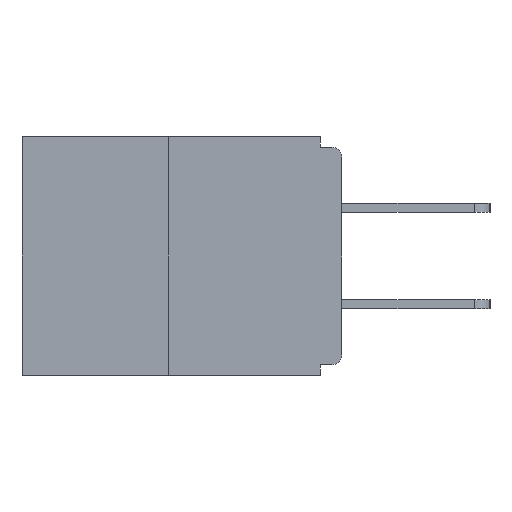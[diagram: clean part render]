
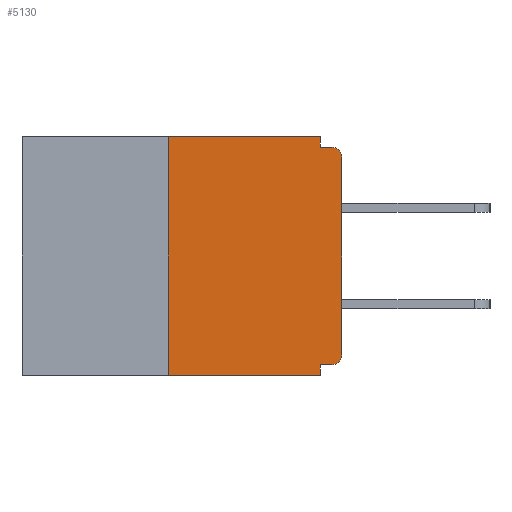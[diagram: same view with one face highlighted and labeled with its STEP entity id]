
A CAD part, left-side view. The second image highlights one B-rep face of the part: STEP entity #5130.
In plain terms, the highlighted planar face has unit normal (-1, 0, 0).
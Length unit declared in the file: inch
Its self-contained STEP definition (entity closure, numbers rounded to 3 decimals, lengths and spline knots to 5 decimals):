
#31 = ORIENTED_EDGE ( 'NONE', *, *, #4922, .F. ) ;
#389 = DIRECTION ( 'NONE',  ( -1., 0., 0. ) ) ;
#565 = VERTEX_POINT ( 'NONE', #4225 ) ;
#611 = AXIS2_PLACEMENT_3D ( 'NONE', #2489, #6128, #8717 ) ;
#667 = DIRECTION ( 'NONE',  ( 1., 0., 0. ) ) ;
#860 = VECTOR ( 'NONE', #10377, 39.37008 ) ;
#1020 = ORIENTED_EDGE ( 'NONE', *, *, #8665, .F. ) ;
#1079 = DIRECTION ( 'NONE',  ( 0., 1., 0. ) ) ;
#1130 = CARTESIAN_POINT ( 'NONE',  ( 0., 0.46, 0. ) ) ;
#1153 = CARTESIAN_POINT ( 'NONE',  ( 0., 0., -0.328 ) ) ;
#1214 = VECTOR ( 'NONE', #6802, 39.37008 ) ;
#1226 = ORIENTED_EDGE ( 'NONE', *, *, #2568, .T. ) ;
#1238 = CARTESIAN_POINT ( 'NONE',  ( 0., 0.031, -0.343 ) ) ;
#1426 = CARTESIAN_POINT ( 'NONE',  ( 0., 0., -0.015 ) ) ;
#1508 = DIRECTION ( 'NONE',  ( 0., -1., 0. ) ) ;
#1579 = VERTEX_POINT ( 'NONE', #5921 ) ;
#1697 = CARTESIAN_POINT ( 'NONE',  ( 0., 0.25, 0. ) ) ;
#1722 = CARTESIAN_POINT ( 'NONE',  ( 0., 0.031, -0.328 ) ) ;
#1727 = CARTESIAN_POINT ( 'NONE',  ( 0., 0., -0.03 ) ) ;
#1920 = EDGE_CURVE ( 'NONE', #10893, #10675, #3228, .T. ) ;
#1996 = ORIENTED_EDGE ( 'NONE', *, *, #6840, .F. ) ;
#2095 = EDGE_LOOP ( 'NONE', ( #8396, #1020, #10248, #1996, #31, #1226, #3761, #9960, #7602, #4871 ) ) ;
#2489 = CARTESIAN_POINT ( 'NONE',  ( 0., 0.015, -0.03 ) ) ;
#2520 = CARTESIAN_POINT ( 'NONE',  ( 0., 0.015, -0.015 ) ) ;
#2568 = EDGE_CURVE ( 'NONE', #1579, #3336, #9318, .T. ) ;
#3117 = CARTESIAN_POINT ( 'NONE',  ( 0., 0., -0.313 ) ) ;
#3228 = LINE ( 'NONE', #4604, #9036 ) ;
#3288 = LINE ( 'NONE', #11040, #5267 ) ;
#3336 = VERTEX_POINT ( 'NONE', #3117 ) ;
#3761 = ORIENTED_EDGE ( 'NONE', *, *, #8199, .T. ) ;
#4079 = CARTESIAN_POINT ( 'NONE',  ( 0., 0.031, 0. ) ) ;
#4225 = CARTESIAN_POINT ( 'NONE',  ( 0., 0.25, 0. ) ) ;
#4487 = LINE ( 'NONE', #1153, #7758 ) ;
#4604 = CARTESIAN_POINT ( 'NONE',  ( 0., 0.46, -0.343 ) ) ;
#4791 = CARTESIAN_POINT ( 'NONE',  ( 0., 0.015, -0.313 ) ) ;
#4871 = ORIENTED_EDGE ( 'NONE', *, *, #9458, .F. ) ;
#4922 = EDGE_CURVE ( 'NONE', #1579, #9261, #4487, .T. ) ;
#5095 = LINE ( 'NONE', #4079, #860 ) ;
#5130 = ADVANCED_FACE ( 'NONE', ( #9750 ), #10614, .F. ) ;
#5153 = CARTESIAN_POINT ( 'NONE',  ( 0., 0.46, 0. ) ) ;
#5252 = LINE ( 'NONE', #1697, #11516 ) ;
#5267 = VECTOR ( 'NONE', #10171, 39.37008 ) ;
#5398 = VECTOR ( 'NONE', #1508, 39.37008 ) ;
#5511 = DIRECTION ( 'NONE',  ( 0., -1., 0. ) ) ;
#5693 = VERTEX_POINT ( 'NONE', #2520 ) ;
#5779 = EDGE_CURVE ( 'NONE', #8070, #5693, #10308, .T. ) ;
#5921 = CARTESIAN_POINT ( 'NONE',  ( 0., 0.015, -0.328 ) ) ;
#6017 = LINE ( 'NONE', #9610, #1214 ) ;
#6128 = DIRECTION ( 'NONE',  ( -1., 0., 0. ) ) ;
#6248 = LINE ( 'NONE', #1426, #5398 ) ;
#6802 = DIRECTION ( 'NONE',  ( 0., 0., -1. ) ) ;
#6840 = EDGE_CURVE ( 'NONE', #9261, #10675, #6017, .T. ) ;
#7185 = DIRECTION ( 'NONE',  ( 0., 0., 1. ) ) ;
#7340 = AXIS2_PLACEMENT_3D ( 'NONE', #5153, #667, #10199 ) ;
#7407 = CARTESIAN_POINT ( 'NONE',  ( 0., 0.031, 0. ) ) ;
#7598 = DIRECTION ( 'NONE',  ( 0., -1., 0. ) ) ;
#7602 = ORIENTED_EDGE ( 'NONE', *, *, #8980, .F. ) ;
#7758 = VECTOR ( 'NONE', #1079, 39.37008 ) ;
#7794 = CARTESIAN_POINT ( 'NONE',  ( 0., 0.25, -0.343 ) ) ;
#7887 = VERTEX_POINT ( 'NONE', #7407 ) ;
#8070 = VERTEX_POINT ( 'NONE', #1727 ) ;
#8199 = EDGE_CURVE ( 'NONE', #3336, #8070, #3288, .T. ) ;
#8396 = ORIENTED_EDGE ( 'NONE', *, *, #9976, .F. ) ;
#8628 = VECTOR ( 'NONE', #7598, 39.37008 ) ;
#8665 = EDGE_CURVE ( 'NONE', #10893, #565, #5252, .T. ) ;
#8717 = DIRECTION ( 'NONE',  ( 0., 0., -1. ) ) ;
#8908 = LINE ( 'NONE', #1130, #8628 ) ;
#8980 = EDGE_CURVE ( 'NONE', #10247, #5693, #6248, .T. ) ;
#9036 = VECTOR ( 'NONE', #5511, 39.37008 ) ;
#9261 = VERTEX_POINT ( 'NONE', #1722 ) ;
#9318 = CIRCLE ( 'NONE', #11485, 0.015 ) ;
#9420 = CARTESIAN_POINT ( 'NONE',  ( 0., 0.031, -0.015 ) ) ;
#9458 = EDGE_CURVE ( 'NONE', #7887, #10247, #5095, .T. ) ;
#9490 = DIRECTION ( 'NONE',  ( 0., 0., -1. ) ) ;
#9610 = CARTESIAN_POINT ( 'NONE',  ( 0., 0.031, -0.343 ) ) ;
#9750 = FACE_OUTER_BOUND ( 'NONE', #2095, .T. ) ;
#9960 = ORIENTED_EDGE ( 'NONE', *, *, #5779, .T. ) ;
#9976 = EDGE_CURVE ( 'NONE', #565, #7887, #8908, .T. ) ;
#10171 = DIRECTION ( 'NONE',  ( 0., 0., 1. ) ) ;
#10199 = DIRECTION ( 'NONE',  ( 0., 0., -1. ) ) ;
#10247 = VERTEX_POINT ( 'NONE', #9420 ) ;
#10248 = ORIENTED_EDGE ( 'NONE', *, *, #1920, .T. ) ;
#10308 = CIRCLE ( 'NONE', #611, 0.015 ) ;
#10377 = DIRECTION ( 'NONE',  ( 0., 0., -1. ) ) ;
#10614 = PLANE ( 'NONE',  #7340 ) ;
#10675 = VERTEX_POINT ( 'NONE', #1238 ) ;
#10893 = VERTEX_POINT ( 'NONE', #7794 ) ;
#11040 = CARTESIAN_POINT ( 'NONE',  ( 0., 0., 0. ) ) ;
#11485 = AXIS2_PLACEMENT_3D ( 'NONE', #4791, #389, #9490 ) ;
#11516 = VECTOR ( 'NONE', #7185, 39.37008 ) ;
